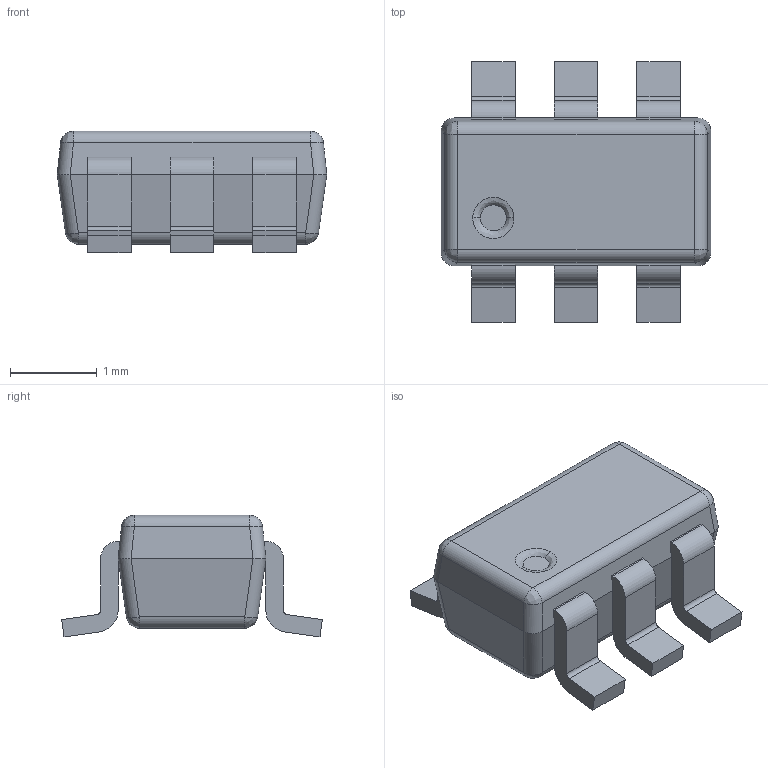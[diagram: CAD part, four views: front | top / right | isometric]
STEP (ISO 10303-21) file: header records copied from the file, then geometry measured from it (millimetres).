
FILE_DESCRIPTION (( 'STEP AP203' ), '1' );
FILE_NAME ('SOT26()_AICBCR421UW67_Default_sldprt.STEP', '2016-06-02T17:08:51', ( 'Shusen Zhang' ), ( 'MathWorks' ), 'SwSTEP 2.0', 'SolidWorks 2015', '' );
FILE_SCHEMA (( 'CONFIG_CONTROL_DESIGN' ));
Length unit declared in the file: millimetre
Products named in the file (1): SOT26()_AICBCR421UW67_Default_sldprt
Bounding box: 3.1 x 3 x 1.4 mm (x, y, z)
Volume: 7.1 mm3; surface area: 31.6 mm2
Topology: 1 solids, 1 shells, 103 faces, 256 edges, 156 vertices
Faces by surface type: plane 59, cylinder 34, bspline 10
Entity records: 3211 total; most frequent: CARTESIAN_POINT 704, ORIENTED_EDGE 512, DIRECTION 502, EDGE_CURVE 256, LINE 186, VECTOR 186, AXIS2_PLACEMENT_3D 158, VERTEX_POINT 156
